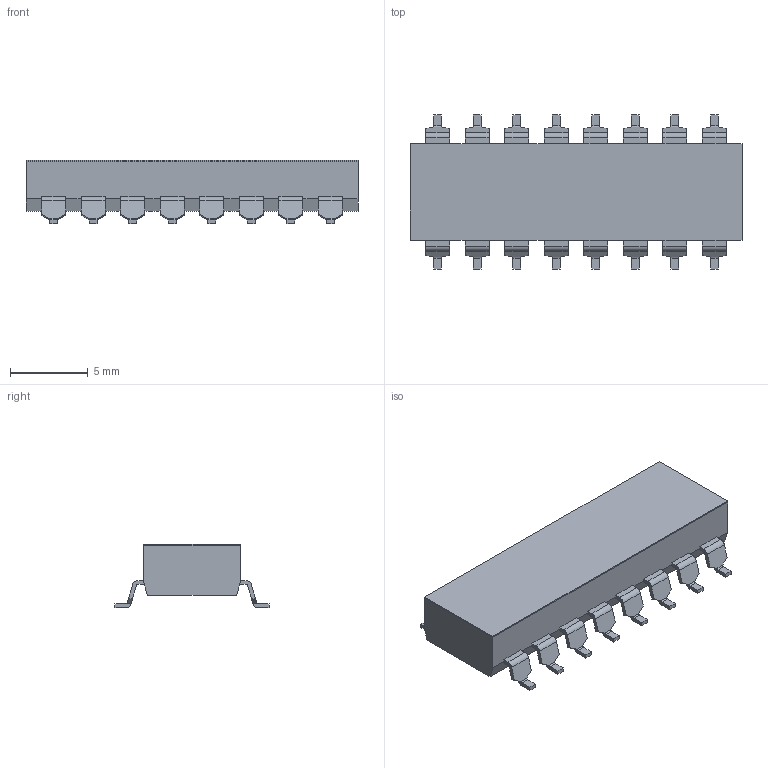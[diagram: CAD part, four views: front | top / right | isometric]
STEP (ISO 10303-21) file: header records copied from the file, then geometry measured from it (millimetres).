
FILE_DESCRIPTION(/* description */ (''),/* implementation_level */ '2;1');
FILE_NAME(/* name */ 'KAG08TGGx.stp',/* time_stamp */ '2023-11-29T11:05:58-06:00',/* author */ ('mroman'),/* organization */ (''),/* preprocessor_version */ 'ST-DEVELOPER v18.1',/* originating_system */ 'Autodesk Inventor 2022',/* authorisation */ '');
FILE_SCHEMA (('AUTOMOTIVE_DESIGN { 1 0 10303 214 3 1 1 }'));
Length unit declared in the file: millimetre
Products named in the file (1): KAG08TGGx
Bounding box: 21.32 x 9.9 x 4.08 mm (x, y, z)
Volume: 439 mm3; surface area: 613.2 mm2
Topology: 1 solids, 9 shells, 404 faces, 1098 edges, 704 vertices
Faces by surface type: plane 340, cylinder 64
Entity records: 12535 total; most frequent: CARTESIAN_POINT 2207, ORIENTED_EDGE 2196, DIRECTION 2036, EDGE_CURVE 1098, LINE 970, VECTOR 970, VERTEX_POINT 704, AXIS2_PLACEMENT_3D 533
